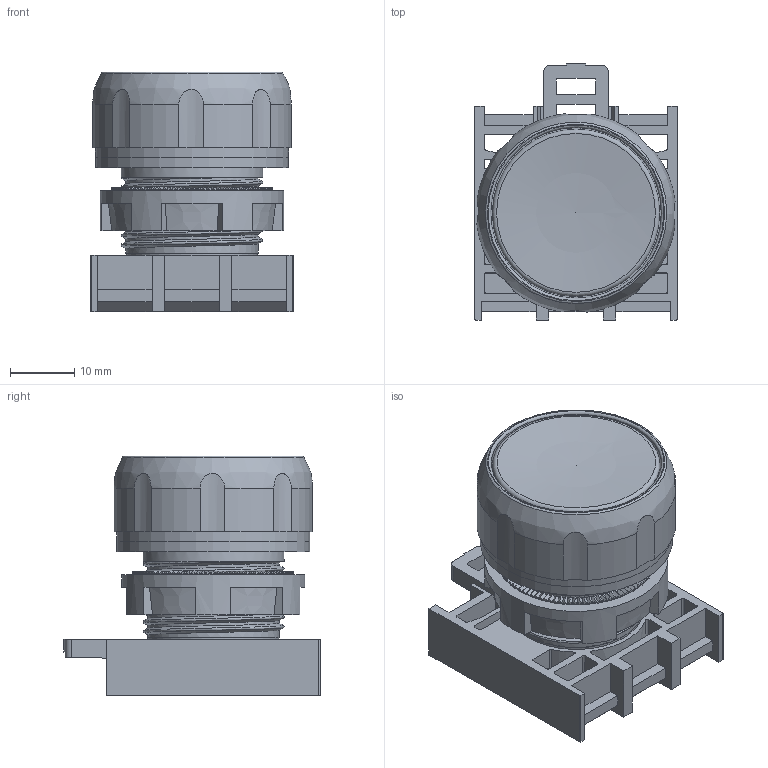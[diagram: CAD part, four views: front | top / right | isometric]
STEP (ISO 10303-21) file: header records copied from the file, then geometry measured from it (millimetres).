
FILE_DESCRIPTION(/* description */ ('','CAx-IF Rec.Pracs.---Representation and Presentation of Product Manufacturing Information (PMI)---4.0---2014-10-13'),/* implementation_level */ '2;1');
FILE_NAME(/* name */ 'W22PB-FK (V2.0).stp',/* time_stamp */ '2021-11-02T14:12:25-04:00',/* author */ ('cbunnell'),/* organization */ (''),/* preprocessor_version */ 'ST-DEVELOPER v18.1',/* originating_system */ 'Autodesk Inventor 2021',/* authorisation */ '');
FILE_SCHEMA (('AP242_MANAGED_MODEL_BASED_3D_ENGINEERING_MIM_LF { 1 0 10303 442 1 1 4 }'));
Length unit declared in the file: millimetre
Products named in the file (1): 22P10135G01_Shrinkwrap_1
Bounding box: 31.5 x 39.8 x 37.25 mm (x, y, z)
Volume: 15009 mm3; surface area: 20335.3 mm2
Topology: 2 solids, 2 shells, 1226 faces, 3207 edges, 2008 vertices
Faces by surface type: plane 897, cylinder 190, bspline 79, cone 35, torus 20, sphere 5
Full cylindrical faces by diameter (mm): 11.207 x1, 12.807 x1, 14.478 x1, 14.7 x1, 18 x1, 18.5 x1, 19.05 x1, 20.3 x1, 22.35 x3, 22.5 x1, 24 x1, 24.95 x1, 25.6 x3, 26 x1, 26.5 x1, 27.3 x2, 28.5 x1, 30 x2
Entity records: 45790 total; most frequent: CARTESIAN_POINT 14542, ORIENTED_EDGE 6412, DIRECTION 6030, EDGE_CURVE 3206, LINE 2190, VECTOR 2190, VERTEX_POINT 2008, AXIS2_PLACEMENT_3D 1920
